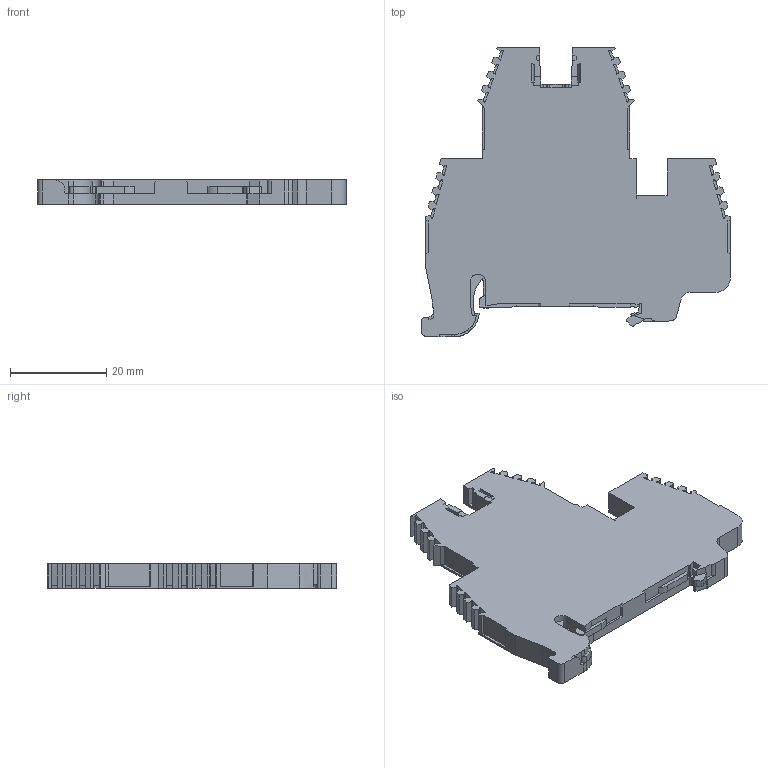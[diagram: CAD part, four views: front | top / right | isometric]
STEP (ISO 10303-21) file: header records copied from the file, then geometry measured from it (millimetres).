
FILE_DESCRIPTION (( 'STEP AP214' ), '1' );
FILE_NAME ('336560_PIK 2,5 NT.STP', '2015-08-07T10:13:41', ( '' ), ( '' ), 'SwSTEP 2.0', 'SolidWorks 2015', '' );
FILE_SCHEMA (( 'AUTOMOTIVE_DESIGN' ));
Length unit declared in the file: millimetre
Products named in the file (1): 336560_PIK 2,5 NT
Bounding box: 64.03 x 60 x 5 mm (x, y, z)
Volume: 12212 mm3; surface area: 6832.3 mm2
Topology: 1 solids, 1 shells, 406 faces, 1153 edges, 753 vertices
Faces by surface type: plane 311, cylinder 95
Entity records: 17540 total; most frequent: CARTESIAN_POINT 2325, ORIENTED_EDGE 2306, DIRECTION 2160, EDGE_CURVE 1153, LINE 952, VECTOR 952, VERTEX_POINT 753, AXIS2_PLACEMENT_3D 604
